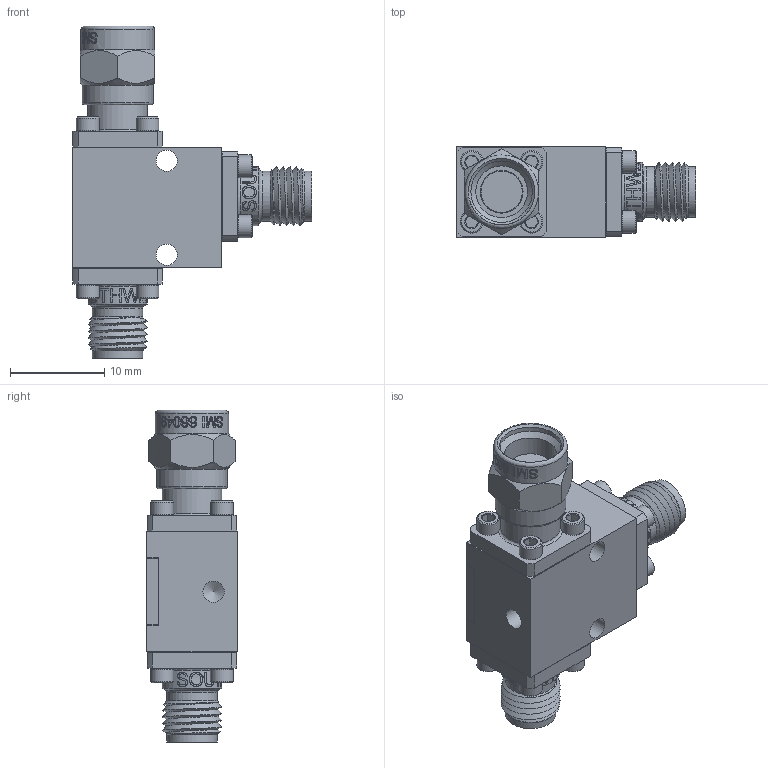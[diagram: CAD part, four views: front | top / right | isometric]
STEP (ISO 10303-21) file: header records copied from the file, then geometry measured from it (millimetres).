
FILE_DESCRIPTION (( 'STEP AP203' ), '1' );
FILE_NAME ('200521-01 BIAS T.STEP', '2022-01-31T21:51:55', ( '' ), ( '' ), 'SwSTEP 2.0', 'SolidWorks 2016', '' );
FILE_SCHEMA (( 'CONFIG_CONTROL_DESIGN' ));
Products named in the file (1): 200521-01 BIAS T
Bounding box: 25.45 x 9.65 x 35.26 mm (x, y, z)
Surface area: 3857.8 mm2 (no closed solid volume)
Topology: 0 solids, 25 shells, 977 faces, 2388 edges, 1531 vertices
Faces by surface type: plane 415, cylinder 210, bspline 178, cone 166, torus 8
Full cylindrical faces by diameter (mm): 1.191 x14, 1.524 x2, 1.702 x4, 1.753 x8, 1.778 x2, 2.261 x3, 2.438 x12, 3.023 x2, 4.547 x1, 4.623 x2, 4.966 x1, 5.347 x4, 5.491 x1, 6.287 x2, 6.331 x2, 6.477 x2, 6.528 x1, 7.163 x1, 7.544 x1, 7.811 x1
Entity records: 55793 total; most frequent: CARTESIAN_POINT 35872, ORIENTED_EDGE 4254, DIRECTION 3486, EDGE_CURVE 2131, VERTEX_POINT 1443, AXIS2_PLACEMENT_3D 1292, EDGE_LOOP 1250, FACE_OUTER_BOUND 1056
